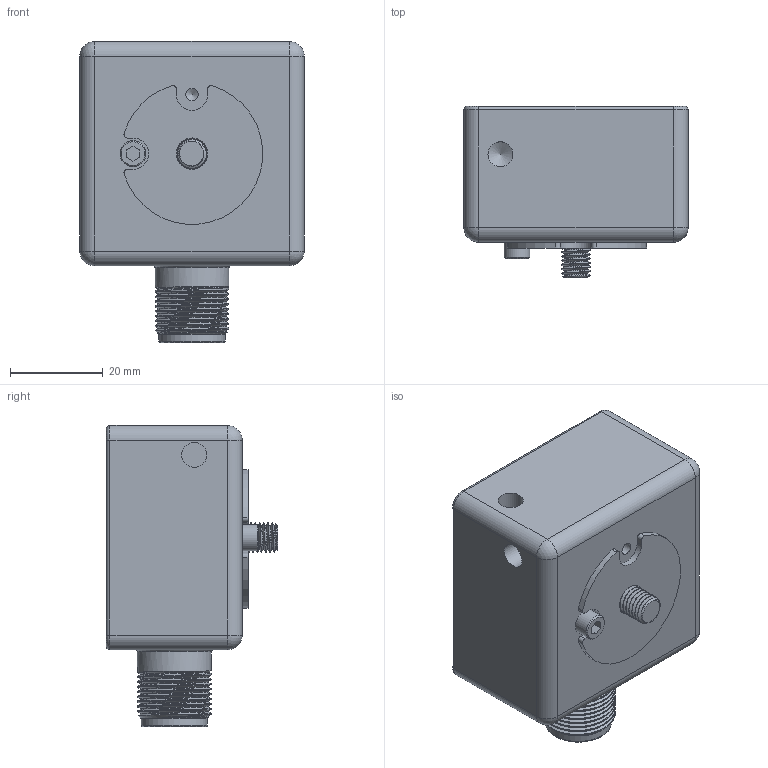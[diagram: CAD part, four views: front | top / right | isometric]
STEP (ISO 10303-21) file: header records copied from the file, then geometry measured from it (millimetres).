
FILE_DESCRIPTION(/* description */ (''),/* implementation_level */ '2;1');
FILE_NAME(/* name */ 'TXEA-TA SERIES.stp',/* time_stamp */ '2022-08-22T08:17:10-04:00',/* author */ ('lcup'),/* organization */ ('CONNECTION TECHNOLOGY CENTER'),/* preprocessor_version */ 'ST-DEVELOPER v19',/* originating_system */ 'Autodesk Inventor 2023',/* authorisation */ '');
FILE_SCHEMA (('AUTOMOTIVE_DESIGN { 1 0 10303 214 3 1 1 }'));
Length unit declared in the file: inch
Products named in the file (1): TXEA331-TA
Bounding box: 48.29 x 36.83 x 64.8 mm (x, y, z)
Volume: 69345.3 mm3; surface area: 13572.6 mm2
Topology: 1 solids, 1 shells, 143 faces, 324 edges, 206 vertices
Faces by surface type: cylinder 53, plane 49, bspline 21, torus 9, cone 7, sphere 4
Full cylindrical faces by diameter (mm): 1.016 x6, 2.032 x6, 2.642 x1, 4.953 x1, 5.359 x3, 5.588 x1, 6.756 x1, 9.525 x1, 10.668 x1, 11.684 x1, 14.249 x1, 15.875 x9
Entity records: 14275 total; most frequent: CARTESIAN_POINT 10947, ORIENTED_EDGE 640, DIRECTION 631, EDGE_CURVE 320, AXIS2_PLACEMENT_3D 252, VERTEX_POINT 206, EDGE_LOOP 170, STYLED_ITEM 144
